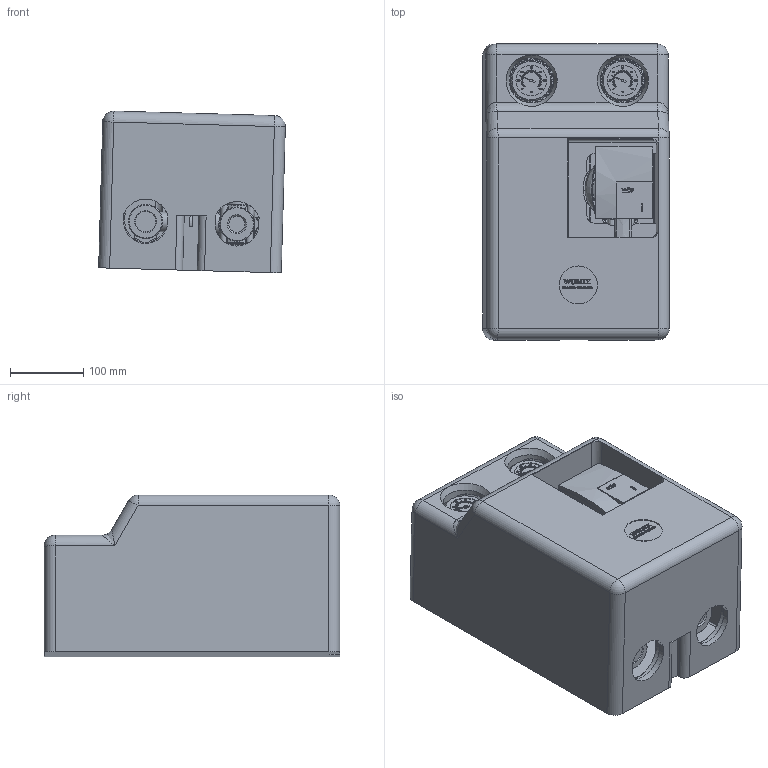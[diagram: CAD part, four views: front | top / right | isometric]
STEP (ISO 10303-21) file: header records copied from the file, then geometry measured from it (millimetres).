
FILE_DESCRIPTION(/* description */ (''),/* implementation_level */ '2;1');
FILE_NAME(/* name */ 'SMT125-DN25_Wilo.stp',/* time_stamp */ '2015-11-26T21:39:36+01:00',/* author */ ('ARTUR'),/* organization */ (''),/* preprocessor_version */ 'ST-DEVELOPER v15.6',/* originating_system */ 'Autodesk Inventor 2015',/* authorisation */ '');
FILE_SCHEMA (('CONFIG_CONTROL_DESIGN'));
Products named in the file (1): SMT125-DN25_Wilo
Bounding box: 255.49 x 405 x 221.48 mm (x, y, z)
Volume: 10966028.1 mm3; surface area: 1142085.9 mm2
Topology: 1 solids, 1 shells, 3557 faces, 9812 edges, 6328 vertices
Faces by surface type: plane 2040, cylinder 824, bspline 464, cone 97, torus 69, sphere 63
Full cylindrical faces by diameter (mm): 2.5 x4, 4.917 x6, 6.5 x2, 8.5 x1, 9 x1, 10 x8, 12 x2, 13 x2, 13.654 x2, 20 x1, 22 x2, 25 x2, 26.8 x1, 27 x1, 29 x1, 30 x3, 33 x5, 35 x2, 40 x4, 42 x3, 42.5 x2, 45 x1, 47 x3, 48.3 x2, 52 x3, 56 x2, 62 x2, 63 x1
Entity records: 124522 total; most frequent: CARTESIAN_POINT 34928, ORIENTED_EDGE 19112, DIRECTION 16728, EDGE_CURVE 9556, LINE 6390, VECTOR 6390, VERTEX_POINT 6265, AXIS2_PLACEMENT_3D 5169
